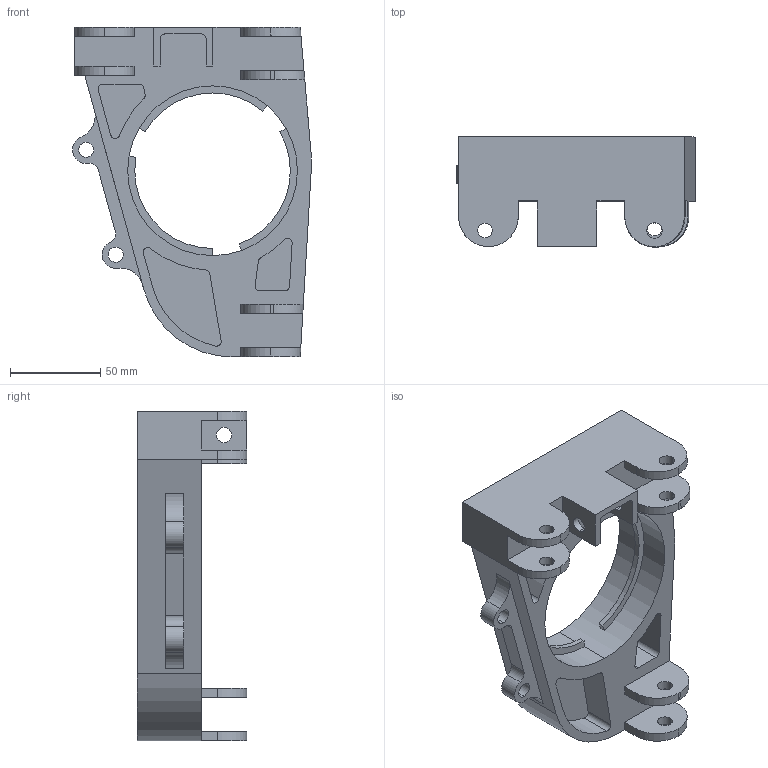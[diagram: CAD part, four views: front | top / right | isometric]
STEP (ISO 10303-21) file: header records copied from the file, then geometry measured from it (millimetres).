
FILE_DESCRIPTION (( 'STEP AP214' ), '1' );
FILE_NAME ('RearUpright_L_FINAL.STEP', '2024-05-28T22:18:01', ( '' ), ( '' ), 'SwSTEP 2.0', 'SolidWorks 2023', '' );
FILE_SCHEMA (( 'AUTOMOTIVE_DESIGN' ));
Length unit declared in the file: inch
Products named in the file (1): RearUpright_L_FINAL
Bounding box: 132.71 x 60.96 x 183.07 mm (x, y, z)
Volume: 425134.6 mm3; surface area: 78588.1 mm2
Topology: 1 solids, 1 shells, 127 faces, 358 edges, 238 vertices
Faces by surface type: cylinder 66, plane 61
Entity records: 4219 total; most frequent: CARTESIAN_POINT 754, DIRECTION 736, ORIENTED_EDGE 716, EDGE_CURVE 358, AXIS2_PLACEMENT_3D 260, VERTEX_POINT 238, VECTOR 216, LINE 216
